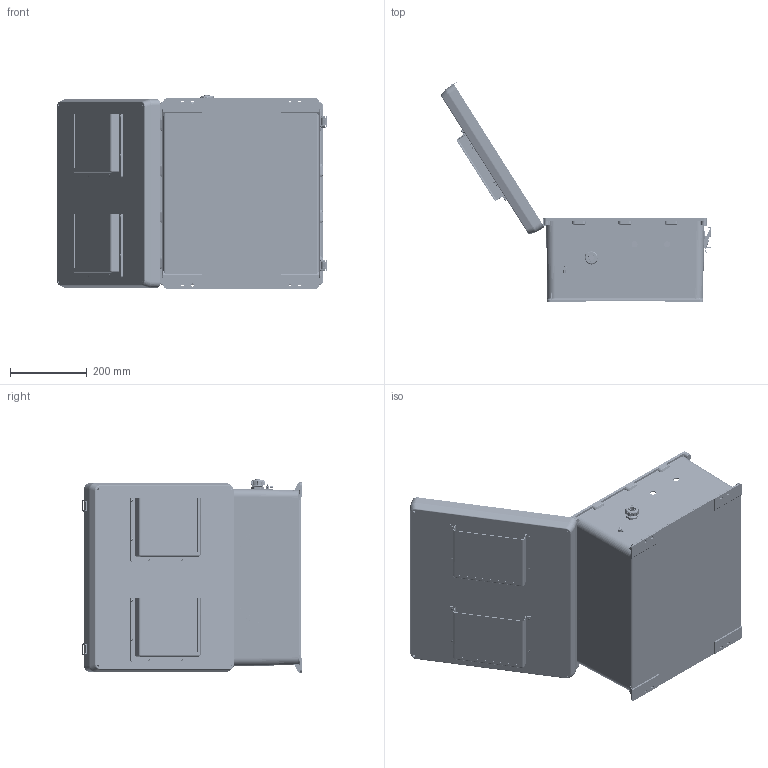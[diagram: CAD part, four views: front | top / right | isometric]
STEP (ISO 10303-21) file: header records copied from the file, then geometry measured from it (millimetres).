
FILE_DESCRIPTION (( 'STEP AP214' ), '1' );
FILE_NAME ('NB181608-00VDR_3D.step', '2025-10-06T15:07:18', ( '' ), ( '' ), 'SwSTEP 2.0', 'SolidWorks 2025', '' );
FILE_SCHEMA (( 'AUTOMOTIVE_DESIGN' ));
Length unit declared in the file: inch
Products named in the file (21): XFW-0002; Fan Screen-120x120 ALUM; NB181608-DoorClasp-1; XFR-0005; XC-0003; NB181608-Lid-Vented; NB181608-00VDR_3D; NB181608-Box; XCT-0005; 10-32 NEMA PLATE SCREW; XFS-0023_92470A148; 1BE04-023; XFN-0003; XFN-0002; XFS-0026; XM220-01-UL; XCT-0011; XCT-0010; GroundWire-18-DIN; NB181608-DoorClasp-2; NB181608-Hinge
Assembly tree (55 placements, depth 2):
  NB181608-00VDR_3D
    NB181608-Box
    NB181608-Hinge  x2
    NB181608-Lid-Vented
    NB181608-DoorClasp-1  x2
    NB181608-DoorClasp-2  x2
    10-32 NEMA PLATE SCREW  x4
    XCT-0011
    XCT-0010
    XFN-0003  x2
    XC-0003
    XCT-0005
    XFW-0002
    XFS-0026
    XM220-01-UL  x2
    XFN-0002  x8
    Fan Screen-120x120 ALUM  x2
    XFS-0023_92470A148  x8
    XFR-0005  x12
    1BE04-023  x2
    GroundWire-18-DIN
Bounding box: 703.32 x 571.16 x 502.84 mm (x, y, z)
Volume: 3336792.4 mm3; surface area: 2106126.4 mm2
Topology: 61 solids, 62 shells, 5693 faces, 15174 edges, 9605 vertices
Faces by surface type: cylinder 2639, plane 1405, cone 1057, bspline 334, torus 238, sphere 20
Entity records: 117860 total; most frequent: CARTESIAN_POINT 40749, ORIENTED_EDGE 16244, DIRECTION 15460, EDGE_CURVE 8122, AXIS2_PLACEMENT_3D 5856, VERTEX_POINT 5097, EDGE_LOOP 3923, VECTOR 3748
